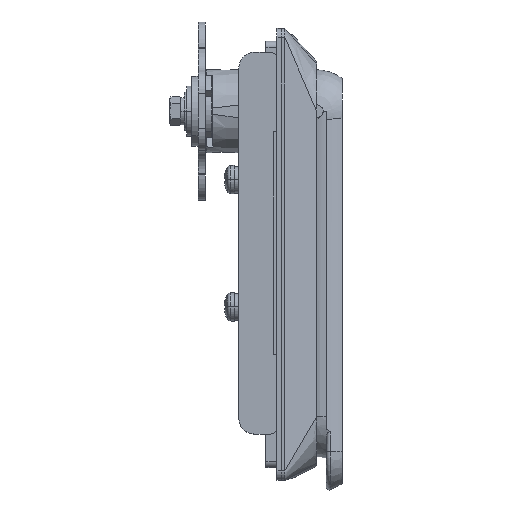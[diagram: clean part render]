
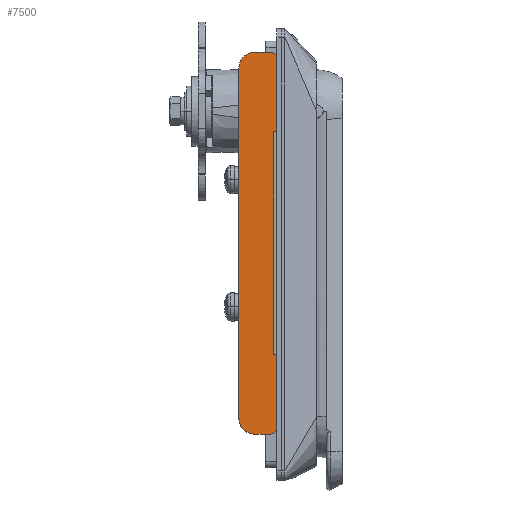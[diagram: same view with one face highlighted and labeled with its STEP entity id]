
A CAD part, top view. The second image highlights one B-rep face of the part: STEP entity #7500.
In plain terms, the highlighted face is planar.
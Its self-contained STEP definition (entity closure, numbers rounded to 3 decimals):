
#80 = DIRECTION ( 'NONE',  ( 0., 0., -1. ) ) ;
#367 = CIRCLE ( 'NONE', #10247, 5. ) ;
#673 = ORIENTED_EDGE ( 'NONE', *, *, #15233, .T. ) ;
#1038 = CIRCLE ( 'NONE', #11223, 5. ) ;
#1134 = CARTESIAN_POINT ( 'NONE',  ( -16., 58., 0. ) ) ;
#1242 = VECTOR ( 'NONE', #14484, 1000. ) ;
#1315 = ORIENTED_EDGE ( 'NONE', *, *, #10990, .T. ) ;
#1481 = AXIS2_PLACEMENT_3D ( 'NONE', #12755, #12673, #15479 ) ;
#1506 = DIRECTION ( 'NONE',  ( 0., 0., -1. ) ) ;
#1986 = CARTESIAN_POINT ( 'NONE',  ( -16., -35., 0. ) ) ;
#2481 = AXIS2_PLACEMENT_3D ( 'NONE', #9535, #16641, #80 ) ;
#2704 = VECTOR ( 'NONE', #8718, 1000. ) ;
#2785 = DIRECTION ( 'NONE',  ( 0., 0., -1. ) ) ;
#2826 = EDGE_CURVE ( 'NONE', #13805, #3989, #15265, .T. ) ;
#3094 = CARTESIAN_POINT ( 'NONE',  ( -16., 60., -12. ) ) ;
#3116 = CARTESIAN_POINT ( 'NONE',  ( -16., 60., -2. ) ) ;
#3139 = LINE ( 'NONE', #13298, #18003 ) ;
#3366 = EDGE_CURVE ( 'NONE', #3989, #15219, #17901, .T. ) ;
#3450 = EDGE_CURVE ( 'NONE', #10962, #14046, #1038, .T. ) ;
#3497 = VECTOR ( 'NONE', #10414, 1000. ) ;
#3657 = CARTESIAN_POINT ( 'NONE',  ( -16., 35., -1. ) ) ;
#3989 = VERTEX_POINT ( 'NONE', #8359 ) ;
#4006 = EDGE_CURVE ( 'NONE', #8377, #12700, #16914, .T. ) ;
#4129 = DIRECTION ( 'NONE',  ( 0., 0., 1. ) ) ;
#4697 = VERTEX_POINT ( 'NONE', #16391 ) ;
#4837 = ORIENTED_EDGE ( 'NONE', *, *, #4006, .F. ) ;
#5862 = DIRECTION ( 'NONE',  ( 0., -1., 0. ) ) ;
#5961 = LINE ( 'NONE', #17274, #2704 ) ;
#6008 = LINE ( 'NONE', #3094, #3497 ) ;
#6531 = VECTOR ( 'NONE', #4129, 1000. ) ;
#6677 = VECTOR ( 'NONE', #9894, 1000. ) ;
#6709 = EDGE_CURVE ( 'NONE', #4697, #15219, #3139, .T. ) ;
#6842 = ORIENTED_EDGE ( 'NONE', *, *, #3366, .T. ) ;
#7146 = VERTEX_POINT ( 'NONE', #3116 ) ;
#7325 = VERTEX_POINT ( 'NONE', #3657 ) ;
#7400 = CARTESIAN_POINT ( 'NONE',  ( -16., -55., -7. ) ) ;
#7500 = ADVANCED_FACE ( 'NONE', ( #12359 ), #16787, .F. ) ;
#7973 = CARTESIAN_POINT ( 'NONE',  ( -16., -60., 0. ) ) ;
#8359 = CARTESIAN_POINT ( 'NONE',  ( -16., -60., -2. ) ) ;
#8377 = VERTEX_POINT ( 'NONE', #1134 ) ;
#8588 = DIRECTION ( 'NONE',  ( -1., 0., 0. ) ) ;
#8718 = DIRECTION ( 'NONE',  ( 0., 0., 1. ) ) ;
#9381 = DIRECTION ( 'NONE',  ( 0., 0., 1. ) ) ;
#9535 = CARTESIAN_POINT ( 'NONE',  ( -16., -58., -2. ) ) ;
#9693 = CARTESIAN_POINT ( 'NONE',  ( -16., 60., 0. ) ) ;
#9714 = DIRECTION ( 'NONE',  ( -1., 0., 0. ) ) ;
#9894 = DIRECTION ( 'NONE',  ( 0., 1., 0. ) ) ;
#9984 = LINE ( 'NONE', #16904, #15694 ) ;
#10145 = ORIENTED_EDGE ( 'NONE', *, *, #17869, .T. ) ;
#10247 = AXIS2_PLACEMENT_3D ( 'NONE', #7400, #8588, #11507 ) ;
#10362 = DIRECTION ( 'NONE',  ( 0., -1., 0. ) ) ;
#10411 = ORIENTED_EDGE ( 'NONE', *, *, #12216, .T. ) ;
#10414 = DIRECTION ( 'NONE',  ( 0., -1., 0. ) ) ;
#10740 = CARTESIAN_POINT ( 'NONE',  ( -16., 55., -12. ) ) ;
#10885 = CARTESIAN_POINT ( 'NONE',  ( -16., -55., -12. ) ) ;
#10954 = CARTESIAN_POINT ( 'NONE',  ( -16., 60., -1. ) ) ;
#10962 = VERTEX_POINT ( 'NONE', #11381 ) ;
#10990 = EDGE_CURVE ( 'NONE', #8377, #7146, #12549, .T. ) ;
#11223 = AXIS2_PLACEMENT_3D ( 'NONE', #13656, #9714, #2785 ) ;
#11381 = CARTESIAN_POINT ( 'NONE',  ( -16., 60., -7. ) ) ;
#11463 = EDGE_CURVE ( 'NONE', #14046, #11602, #6008, .T. ) ;
#11507 = DIRECTION ( 'NONE',  ( 0., 0., -1. ) ) ;
#11562 = LINE ( 'NONE', #1986, #1242 ) ;
#11602 = VERTEX_POINT ( 'NONE', #10885 ) ;
#12216 = EDGE_CURVE ( 'NONE', #4697, #15088, #11562, .T. ) ;
#12359 = FACE_OUTER_BOUND ( 'NONE', #13097, .T. ) ;
#12549 = CIRCLE ( 'NONE', #1481, 2. ) ;
#12673 = DIRECTION ( 'NONE',  ( -1., 0., 0. ) ) ;
#12700 = VERTEX_POINT ( 'NONE', #15719 ) ;
#12755 = CARTESIAN_POINT ( 'NONE',  ( -16., 58., -2. ) ) ;
#12824 = CARTESIAN_POINT ( 'NONE',  ( -16., 60., 0. ) ) ;
#13097 = EDGE_LOOP ( 'NONE', ( #13423, #6842, #14053, #10411, #673, #13518, #4837, #1315, #13833, #16731, #14455, #10145 ) ) ;
#13298 = CARTESIAN_POINT ( 'NONE',  ( -16., 60., 0. ) ) ;
#13311 = EDGE_CURVE ( 'NONE', #7325, #12700, #5961, .T. ) ;
#13423 = ORIENTED_EDGE ( 'NONE', *, *, #2826, .T. ) ;
#13518 = ORIENTED_EDGE ( 'NONE', *, *, #13311, .T. ) ;
#13590 = LINE ( 'NONE', #10954, #6677 ) ;
#13656 = CARTESIAN_POINT ( 'NONE',  ( -16., 55., -7. ) ) ;
#13674 = CARTESIAN_POINT ( 'NONE',  ( -16., -60., -7. ) ) ;
#13805 = VERTEX_POINT ( 'NONE', #13674 ) ;
#13833 = ORIENTED_EDGE ( 'NONE', *, *, #15314, .F. ) ;
#14046 = VERTEX_POINT ( 'NONE', #10740 ) ;
#14053 = ORIENTED_EDGE ( 'NONE', *, *, #6709, .F. ) ;
#14455 = ORIENTED_EDGE ( 'NONE', *, *, #11463, .T. ) ;
#14484 = DIRECTION ( 'NONE',  ( 0., 0., -1. ) ) ;
#15022 = VECTOR ( 'NONE', #5862, 1000. ) ;
#15088 = VERTEX_POINT ( 'NONE', #15664 ) ;
#15219 = VERTEX_POINT ( 'NONE', #16203 ) ;
#15233 = EDGE_CURVE ( 'NONE', #15088, #7325, #13590, .T. ) ;
#15265 = LINE ( 'NONE', #7973, #6531 ) ;
#15314 = EDGE_CURVE ( 'NONE', #10962, #7146, #9984, .T. ) ;
#15479 = DIRECTION ( 'NONE',  ( 0., 0., -1. ) ) ;
#15664 = CARTESIAN_POINT ( 'NONE',  ( -16., -35., -1. ) ) ;
#15694 = VECTOR ( 'NONE', #9381, 1000. ) ;
#15719 = CARTESIAN_POINT ( 'NONE',  ( -16., 35., 0. ) ) ;
#16203 = CARTESIAN_POINT ( 'NONE',  ( -16., -58., 0. ) ) ;
#16391 = CARTESIAN_POINT ( 'NONE',  ( -16., -35., 0. ) ) ;
#16618 = DIRECTION ( 'NONE',  ( 1., 0., 0. ) ) ;
#16641 = DIRECTION ( 'NONE',  ( -1., 0., 0. ) ) ;
#16731 = ORIENTED_EDGE ( 'NONE', *, *, #3450, .T. ) ;
#16787 = PLANE ( 'NONE',  #17706 ) ;
#16904 = CARTESIAN_POINT ( 'NONE',  ( -16., 60., 0. ) ) ;
#16914 = LINE ( 'NONE', #12824, #15022 ) ;
#17274 = CARTESIAN_POINT ( 'NONE',  ( -16., 35., 0. ) ) ;
#17706 = AXIS2_PLACEMENT_3D ( 'NONE', #9693, #16618, #1506 ) ;
#17869 = EDGE_CURVE ( 'NONE', #11602, #13805, #367, .T. ) ;
#17901 = CIRCLE ( 'NONE', #2481, 2. ) ;
#18003 = VECTOR ( 'NONE', #10362, 1000. ) ;
